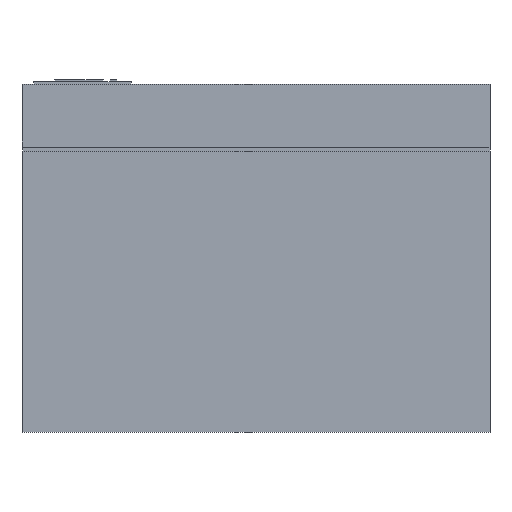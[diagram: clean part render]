
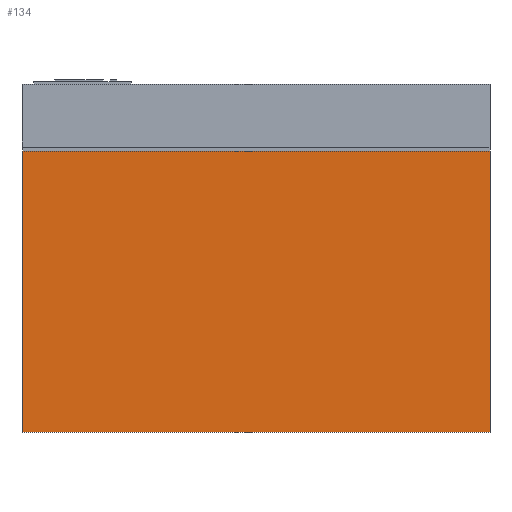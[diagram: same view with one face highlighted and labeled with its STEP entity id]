
A CAD part, left-side view. The second image highlights one B-rep face of the part: STEP entity #134.
In plain terms, the highlighted planar face has unit normal (-1, 0, 0).
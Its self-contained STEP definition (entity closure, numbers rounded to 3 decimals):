
#134 = ADVANCED_FACE ( 'NONE', ( #1955 ), #2471, .F. ) ;
#416 = VECTOR ( 'NONE', #1453, 1000. ) ;
#430 = VERTEX_POINT ( 'NONE', #1146 ) ;
#537 = CARTESIAN_POINT ( 'NONE',  ( -115., 276.5, 411. ) ) ;
#550 = VECTOR ( 'NONE', #4950, 1000. ) ;
#602 = AXIS2_PLACEMENT_3D ( 'NONE', #5069, #4003, #5780 ) ;
#683 = CARTESIAN_POINT ( 'NONE',  ( -115., -276.5, 332.047 ) ) ;
#703 = LINE ( 'NONE', #1835, #962 ) ;
#756 = LINE ( 'NONE', #3443, #1831 ) ;
#884 = VERTEX_POINT ( 'NONE', #3973 ) ;
#962 = VECTOR ( 'NONE', #5879, 1000. ) ;
#1011 = EDGE_CURVE ( 'NONE', #2903, #4271, #703, .T. ) ;
#1146 = CARTESIAN_POINT ( 'NONE',  ( -115., 276.5, 332.047 ) ) ;
#1453 = DIRECTION ( 'NONE',  ( 0., -1., 0. ) ) ;
#1831 = VECTOR ( 'NONE', #6131, 1000. ) ;
#1835 = CARTESIAN_POINT ( 'NONE',  ( -115., -276.5, 411. ) ) ;
#1955 = FACE_OUTER_BOUND ( 'NONE', #5155, .T. ) ;
#1991 = CARTESIAN_POINT ( 'NONE',  ( -115., -276.5, 0. ) ) ;
#2471 = PLANE ( 'NONE',  #602 ) ;
#2903 = VERTEX_POINT ( 'NONE', #683 ) ;
#3014 = EDGE_CURVE ( 'NONE', #884, #4271, #5286, .T. ) ;
#3365 = ORIENTED_EDGE ( 'NONE', *, *, #6909, .T. ) ;
#3443 = CARTESIAN_POINT ( 'NONE',  ( -115., 275.5, 332.047 ) ) ;
#3453 = ORIENTED_EDGE ( 'NONE', *, *, #6835, .T. ) ;
#3973 = CARTESIAN_POINT ( 'NONE',  ( -115., 276.5, 0. ) ) ;
#4003 = DIRECTION ( 'NONE',  ( 1., 0., 0. ) ) ;
#4271 = VERTEX_POINT ( 'NONE', #6983 ) ;
#4950 = DIRECTION ( 'NONE',  ( 0., 0., -1. ) ) ;
#5067 = ORIENTED_EDGE ( 'NONE', *, *, #3014, .T. ) ;
#5069 = CARTESIAN_POINT ( 'NONE',  ( -115., -276.5, 411. ) ) ;
#5155 = EDGE_LOOP ( 'NONE', ( #5302, #3365, #3453, #5067 ) ) ;
#5286 = LINE ( 'NONE', #1991, #416 ) ;
#5302 = ORIENTED_EDGE ( 'NONE', *, *, #1011, .F. ) ;
#5780 = DIRECTION ( 'NONE',  ( 0., 0., -1. ) ) ;
#5879 = DIRECTION ( 'NONE',  ( 0., 0., -1. ) ) ;
#6131 = DIRECTION ( 'NONE',  ( 0., 1., 0. ) ) ;
#6835 = EDGE_CURVE ( 'NONE', #430, #884, #7127, .T. ) ;
#6909 = EDGE_CURVE ( 'NONE', #2903, #430, #756, .T. ) ;
#6983 = CARTESIAN_POINT ( 'NONE',  ( -115., -276.5, 0. ) ) ;
#7127 = LINE ( 'NONE', #537, #550 ) ;
